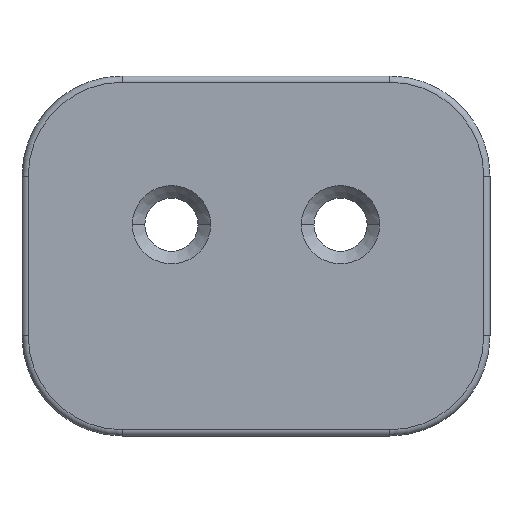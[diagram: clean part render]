
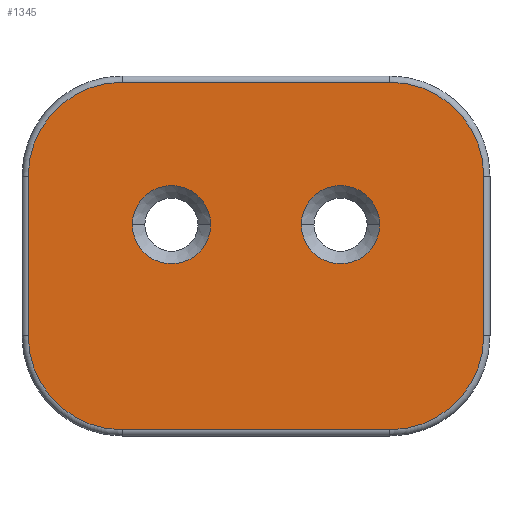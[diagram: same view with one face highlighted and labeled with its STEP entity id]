
A CAD part, front view. The second image highlights one B-rep face of the part: STEP entity #1345.
In plain terms, the highlighted planar face has unit normal (0, -1, 0).
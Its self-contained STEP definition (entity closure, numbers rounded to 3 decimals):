
#2=CARTESIAN_POINT('',(-4.275,0.,2.55));
#3=DIRECTION('',(0.,-1.,0.));
#4=DIRECTION('',(0.,0.,1.));
#5=AXIS2_PLACEMENT_3D('',#2,#3,#4);
#7=DIRECTION('',(-1.,0.,0.));
#8=VECTOR('',#7,8.55);
#9=CARTESIAN_POINT('',(4.275,0.,5.55));
#10=LINE('',#9,#8);
#11=CARTESIAN_POINT('',(4.275,0.,2.55));
#12=DIRECTION('',(0.,-1.,0.));
#13=DIRECTION('',(1.,0.,0.));
#14=AXIS2_PLACEMENT_3D('',#11,#12,#13);
#16=DIRECTION('',(0.,0.,1.));
#17=VECTOR('',#16,5.1);
#18=CARTESIAN_POINT('',(7.275,0.,-2.55));
#19=LINE('',#18,#17);
#20=CARTESIAN_POINT('',(4.275,0.,-2.55));
#21=DIRECTION('',(0.,-1.,0.));
#22=DIRECTION('',(0.,0.,-1.));
#23=AXIS2_PLACEMENT_3D('',#20,#21,#22);
#25=DIRECTION('',(1.,0.,0.));
#26=VECTOR('',#25,8.55);
#27=CARTESIAN_POINT('',(-4.275,0.,-5.55));
#28=LINE('',#27,#26);
#29=CARTESIAN_POINT('',(-4.275,0.,-2.55));
#30=DIRECTION('',(0.,-1.,0.));
#31=DIRECTION('',(-1.,0.,0.));
#32=AXIS2_PLACEMENT_3D('',#29,#30,#31);
#34=DIRECTION('',(0.,0.,-1.));
#35=VECTOR('',#34,5.1);
#36=CARTESIAN_POINT('',(-7.275,0.,2.55));
#37=LINE('',#36,#35);
#38=CARTESIAN_POINT('',(-2.7,0.,1.));
#39=DIRECTION('',(0.,1.,0.));
#40=DIRECTION('',(-1.,0.,0.));
#41=AXIS2_PLACEMENT_3D('',#38,#39,#40);
#43=CARTESIAN_POINT('',(-2.7,0.,1.));
#44=DIRECTION('',(0.,1.,0.));
#45=DIRECTION('',(1.,0.,0.));
#46=AXIS2_PLACEMENT_3D('',#43,#44,#45);
#48=CARTESIAN_POINT('',(2.7,0.,1.));
#49=DIRECTION('',(0.,1.,0.));
#50=DIRECTION('',(1.,0.,0.));
#51=AXIS2_PLACEMENT_3D('',#48,#49,#50);
#53=CARTESIAN_POINT('',(2.7,0.,1.));
#54=DIRECTION('',(0.,1.,0.));
#55=DIRECTION('',(-1.,0.,0.));
#56=AXIS2_PLACEMENT_3D('',#53,#54,#55);
#1092=CARTESIAN_POINT('',(-4.275,0.,5.55));
#1093=CARTESIAN_POINT('',(-7.275,0.,2.55));
#1094=VERTEX_POINT('',#1092);
#1095=VERTEX_POINT('',#1093);
#1100=CARTESIAN_POINT('',(-7.275,0.,-2.55));
#1101=VERTEX_POINT('',#1100);
#1104=CARTESIAN_POINT('',(-4.275,0.,-5.55));
#1105=VERTEX_POINT('',#1104);
#1108=CARTESIAN_POINT('',(4.275,0.,-5.55));
#1109=VERTEX_POINT('',#1108);
#1112=CARTESIAN_POINT('',(7.275,0.,-2.55));
#1113=VERTEX_POINT('',#1112);
#1116=CARTESIAN_POINT('',(7.275,0.,2.55));
#1117=VERTEX_POINT('',#1116);
#1120=CARTESIAN_POINT('',(4.275,0.,5.55));
#1121=VERTEX_POINT('',#1120);
#1126=CARTESIAN_POINT('',(-3.95,0.,1.));
#1127=CARTESIAN_POINT('',(-1.45,0.,1.));
#1128=VERTEX_POINT('',#1126);
#1129=VERTEX_POINT('',#1127);
#1134=CARTESIAN_POINT('',(3.95,0.,1.));
#1135=CARTESIAN_POINT('',(1.45,0.,1.));
#1136=VERTEX_POINT('',#1134);
#1137=VERTEX_POINT('',#1135);
#1310=CARTESIAN_POINT('',(0.,0.,0.));
#1311=DIRECTION('',(0.,1.,0.));
#1312=DIRECTION('',(1.,0.,0.));
#1313=AXIS2_PLACEMENT_3D('',#1310,#1311,#1312);
#1314=PLANE('',#1313);
#1316=ORIENTED_EDGE('',*,*,#1315,.F.);
#1318=ORIENTED_EDGE('',*,*,#1317,.F.);
#1320=ORIENTED_EDGE('',*,*,#1319,.F.);
#1322=ORIENTED_EDGE('',*,*,#1321,.F.);
#1324=ORIENTED_EDGE('',*,*,#1323,.F.);
#1326=ORIENTED_EDGE('',*,*,#1325,.F.);
#1328=ORIENTED_EDGE('',*,*,#1327,.F.);
#1330=ORIENTED_EDGE('',*,*,#1329,.F.);
#1331=EDGE_LOOP('',(#1316,#1318,#1320,#1322,#1324,#1326,#1328,#1330));
#1332=FACE_OUTER_BOUND('',#1331,.F.);
#1334=ORIENTED_EDGE('',*,*,#1333,.F.);
#1336=ORIENTED_EDGE('',*,*,#1335,.F.);
#1337=EDGE_LOOP('',(#1334,#1336));
#1338=FACE_BOUND('',#1337,.F.);
#1340=ORIENTED_EDGE('',*,*,#1339,.F.);
#1342=ORIENTED_EDGE('',*,*,#1341,.F.);
#1343=EDGE_LOOP('',(#1340,#1342));
#1344=FACE_BOUND('',#1343,.F.);
#1345=ADVANCED_FACE('',(#1332,#1338,#1344),#1314,.F.);
#6=CIRCLE('',#5,3.);
#15=CIRCLE('',#14,3.);
#24=CIRCLE('',#23,3.);
#33=CIRCLE('',#32,3.);
#42=CIRCLE('',#41,1.25);
#47=CIRCLE('',#46,1.25);
#52=CIRCLE('',#51,1.25);
#57=CIRCLE('',#56,1.25);
#1315=EDGE_CURVE('',#1094,#1095,#6,.T.);
#1317=EDGE_CURVE('',#1121,#1094,#10,.T.);
#1319=EDGE_CURVE('',#1117,#1121,#15,.T.);
#1321=EDGE_CURVE('',#1113,#1117,#19,.T.);
#1323=EDGE_CURVE('',#1109,#1113,#24,.T.);
#1325=EDGE_CURVE('',#1105,#1109,#28,.T.);
#1327=EDGE_CURVE('',#1101,#1105,#33,.T.);
#1329=EDGE_CURVE('',#1095,#1101,#37,.T.);
#1333=EDGE_CURVE('',#1128,#1129,#42,.T.);
#1335=EDGE_CURVE('',#1129,#1128,#47,.T.);
#1339=EDGE_CURVE('',#1136,#1137,#52,.T.);
#1341=EDGE_CURVE('',#1137,#1136,#57,.T.);
